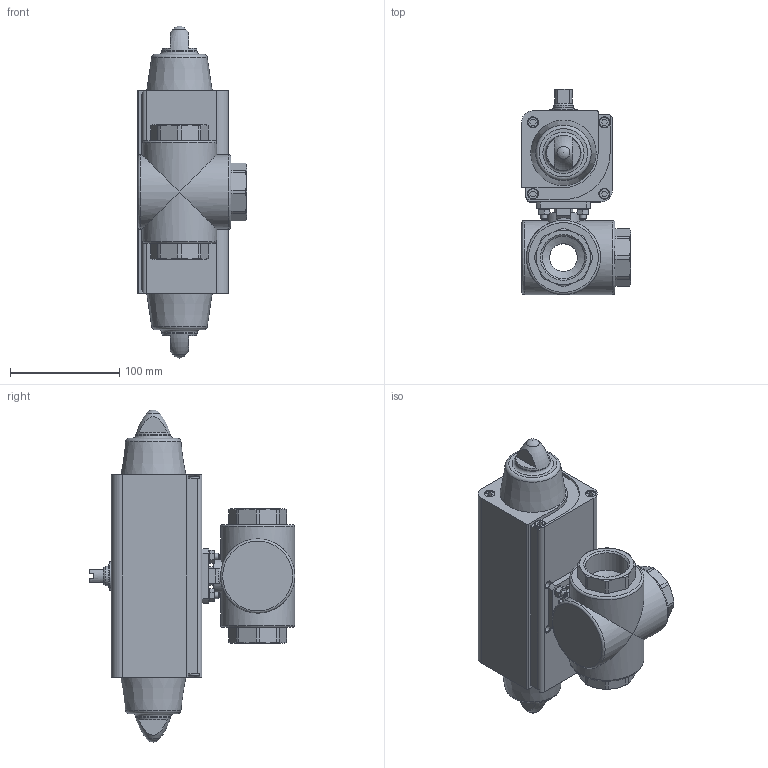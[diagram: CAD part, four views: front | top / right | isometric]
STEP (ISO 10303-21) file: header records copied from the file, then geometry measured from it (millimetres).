
FILE_DESCRIPTION(/* description */ ('STEP AP214'),/* implementation_level */ '2;1');
FILE_NAME(/* name */ '1915749_VZBA-11_4-GGG-63-32T-F0405-V4V4T-PS53-R-90-4-C',/* time_stamp */ '2024-09-18T00:22:07+02:00',/* author */ ('License CC BY-ND 4.0'),/* organization */ ('CADENAS'),/* preprocessor_version */ 'ST-DEVELOPER v19.3',/* originating_system */ 'PARTsolutions',/* authorisation */ ' ');
FILE_SCHEMA (('AUTOMOTIVE_DESIGN {1 0 10303 214 3 1 1}'));
Length unit declared in the file: millimetre
Products named in the file (8): 1915749 VZBA-11/4"-GGG-63-32T-F0405-V4V4T-PS53-R-90-4-C; 1692228 VZBA-11/4"-GGG-63-32T-F0405-V4V4T; 8082122 DARQ-R-A-S17-S11-17; 533438 DAPS-0053-090-RS4-F0507---(1); 533438 DAPS-0053-090-RS4-F0507---(2); 690067 S 6 A2; DIN 934 - M6(F); DIN-913 - M6x25
Assembly tree (16 placements, depth 2):
  1915749 VZBA-11/4"-GGG-63-32T-F0405-V4V4T-PS53-R-90-4-C
    1692228 VZBA-11/4"-GGG-63-32T-F0405-V4V4T
    8082122 DARQ-R-A-S17-S11-17
    533438 DAPS-0053-090-RS4-F0507---(1)
    533438 DAPS-0053-090-RS4-F0507---(2)
    690067 S 6 A2  x4
    DIN 934 - M6(F)  x4
    DIN-913 - M6x25  x4
Bounding box: 100 x 188.3 x 304.3 mm (x, y, z)
Volume: 1839814.4 mm3; surface area: 178918.8 mm2
Topology: 16 solids, 16 shells, 589 faces, 1439 edges, 901 vertices
Faces by surface type: plane 296, cylinder 139, cone 132, torus 20, sphere 2
Full cylindrical faces by diameter (mm): 4.134 x8, 4.917 x9, 6 x4, 6.4 x4, 6.647 x4, 8.566 x2, 10 x12, 17 x1, 18 x1, 20.5 x1, 25.4 x2, 26 x2, 32 x2, 34 x2, 38.952 x3, 68 x4
Entity records: 14008 total; most frequent: CARTESIAN_POINT 2666, DIRECTION 2346, ORIENTED_EDGE 2104, EDGE_CURVE 1052, AXIS2_PLACEMENT_3D 885, VERTEX_POINT 752, FACE_BOUND 682, EDGE_LOOP 663
